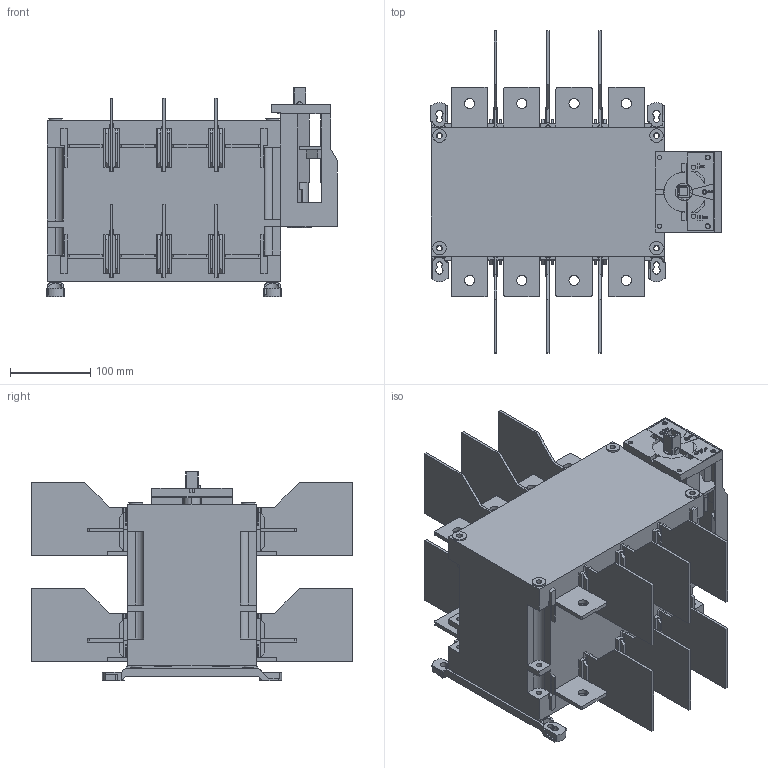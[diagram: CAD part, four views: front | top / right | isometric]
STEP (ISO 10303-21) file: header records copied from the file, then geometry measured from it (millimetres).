
FILE_DESCRIPTION (( 'STEP AP214' ), '1' );
FILE_NAME ('41504042.step', '2018-06-04T13:07:15', ( '' ), ( '' ), 'SwSTEP 2.0', 'SolidWorks 2017', '' );
FILE_SCHEMA (( 'AUTOMOTIVE_DESIGN' ));
Length unit declared in the file: inch
Products named in the file (1): 41504042
Bounding box: 361.8 x 400.4 x 260 mm (x, y, z)
Volume: 10163011.1 mm3; surface area: 808213.1 mm2
Topology: 15 solids, 15 shells, 1717 faces, 4718 edges, 3117 vertices
Faces by surface type: plane 1427, cylinder 284, torus 4, cone 2
Entity records: 54488 total; most frequent: CARTESIAN_POINT 10138, ORIENTED_EDGE 9436, DIRECTION 8589, EDGE_CURVE 4718, VECTOR 3983, LINE 3983, VERTEX_POINT 3117, AXIS2_PLACEMENT_3D 2303
